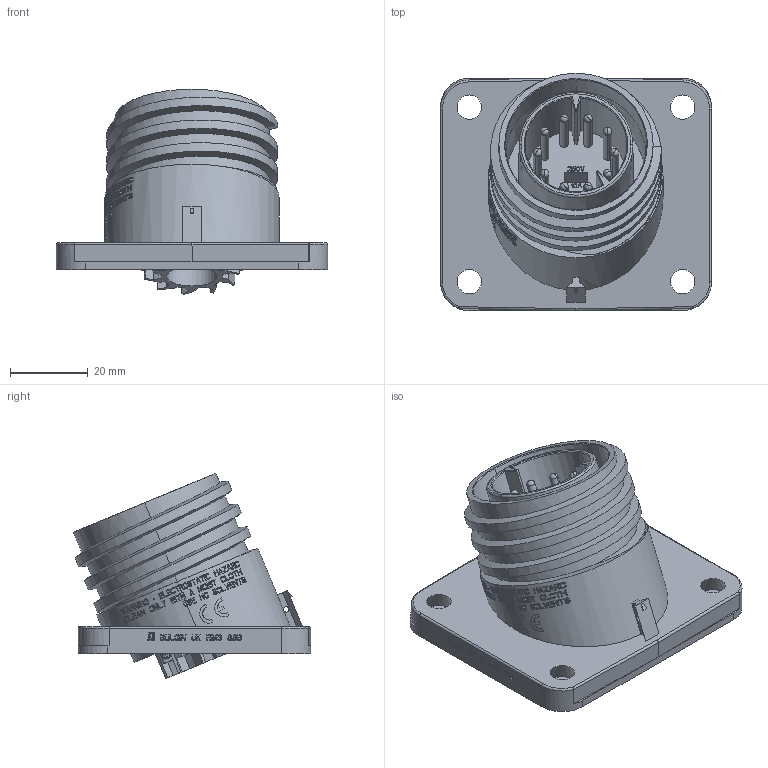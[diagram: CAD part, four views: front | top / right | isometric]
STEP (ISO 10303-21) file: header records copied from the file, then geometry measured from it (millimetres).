
FILE_DESCRIPTION(('STEP AP242'),'1');
FILE_NAME('px0941-10-p.stp','2024-05-02T20:23:23',('TraceParts'),('TraceParts S.A.'),'Spatial InterOp 3D',' ',' ');
FILE_SCHEMA(('AP242_MANAGED_MODEL_BASED_3D_ENGINEERING_MIM_LF {1 0 10303 442 1 1 4}'));
Length unit declared in the file: millimetre
Products named in the file (1): px0941-10-p
Bounding box: 70 x 61.21 x 52.99 mm (x, y, z)
Volume: 51401.6 mm3; surface area: 31565.6 mm2
Topology: 1 solids, 1 shells, 4219 faces, 12248 edges, 7984 vertices
Faces by surface type: plane 3382, cylinder 478, bspline 209, sphere 81, cone 58, torus 11
Entity records: 211771 total; most frequent: CARTESIAN_POINT 106343, ORIENTED_EDGE 24376, DIRECTION 18219, EDGE_CURVE 12188, VERTEX_POINT 7984, LINE 7889, VECTOR 7889, AXIS2_PLACEMENT_3D 5165
